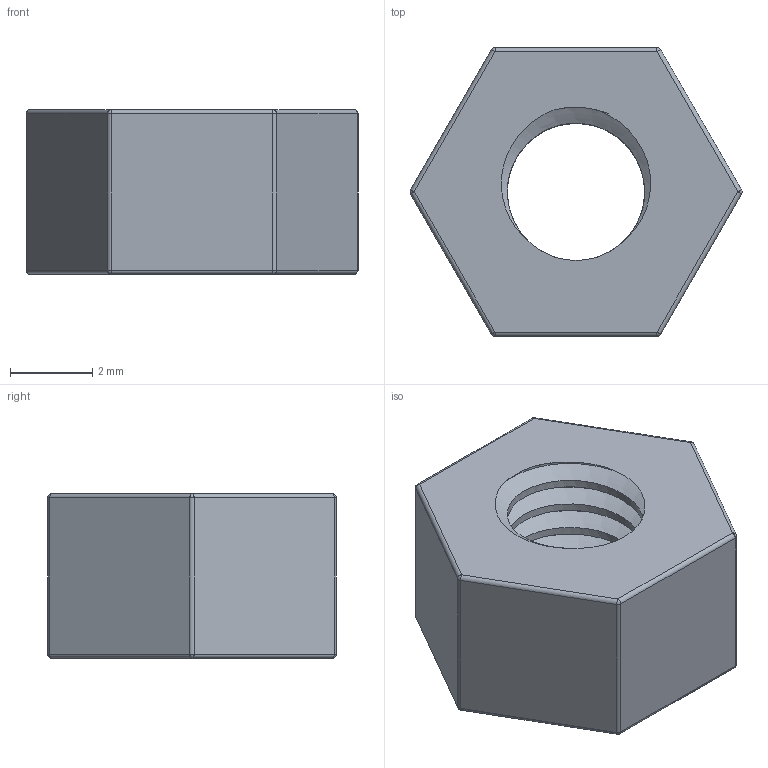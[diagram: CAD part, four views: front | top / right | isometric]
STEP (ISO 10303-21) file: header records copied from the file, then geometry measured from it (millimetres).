
FILE_DESCRIPTION(/* description */ (''),/* implementation_level */ '2;1');
FILE_NAME(/* name */ 'Nut M4.step',/* time_stamp */ '2024-09-20T11:26:56+02:00',/* author */ (''),/* organization */ (''),/* preprocessor_version */ 'ST-DEVELOPER v20',/* originating_system */ 'Autodesk Translation Framework v13.14.0.145',/* authorisation */ '');
FILE_SCHEMA (('AUTOMOTIVE_DESIGN { 1 0 10303 214 3 1 1 }'));
Length unit declared in the file: millimetre
Products named in the file (1): Nut M4
Bounding box: 8.05 x 7 x 4 mm (x, y, z)
Volume: 127.6 mm3; surface area: 234.4 mm2
Topology: 1 solids, 1 shells, 54 faces, 120 edges, 68 vertices
Faces by surface type: cylinder 32, sphere 12, plane 8, bspline 2
Full cylindrical faces by diameter (mm): 3.332 x4, 4.109 x1
Entity records: 2456 total; most frequent: CARTESIAN_POINT 1266, ORIENTED_EDGE 240, DIRECTION 236, EDGE_CURVE 120, AXIS2_PLACEMENT_3D 94, VERTEX_POINT 68, EDGE_LOOP 56, FACE_OUTER_BOUND 54
